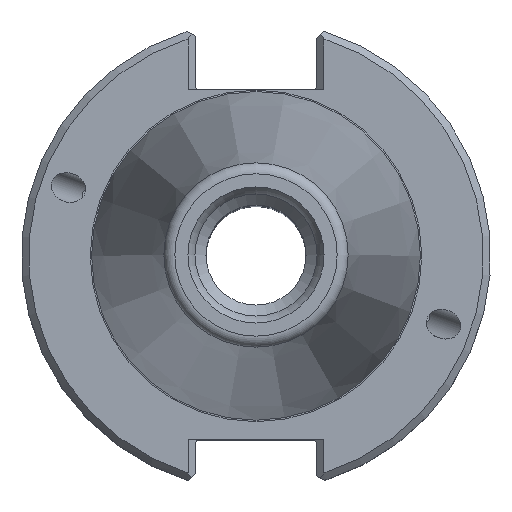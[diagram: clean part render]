
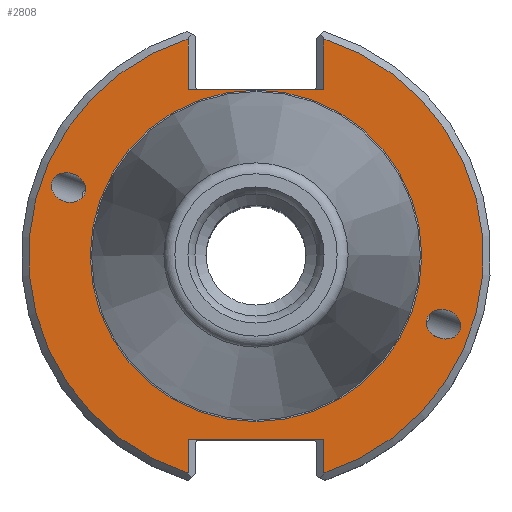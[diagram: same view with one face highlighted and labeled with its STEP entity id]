
A CAD part, top view. The second image highlights one B-rep face of the part: STEP entity #2808.
In plain terms, the highlighted planar face has unit normal (0, 0, 1).
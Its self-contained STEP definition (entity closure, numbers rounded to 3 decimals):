
#24=ELLIPSE('',#2979,2.381,1.95);
#25=ELLIPSE('',#2983,2.381,1.95);
#66=LINE('',#4360,#131);
#69=LINE('',#4371,#134);
#88=LINE('',#4457,#153);
#90=LINE('',#4473,#155);
#91=LINE('',#4475,#156);
#92=LINE('',#4477,#157);
#131=VECTOR('',#3361,1000.);
#134=VECTOR('',#3366,1000.);
#153=VECTOR('',#3417,1000.);
#155=VECTOR('',#3427,1000.);
#156=VECTOR('',#3428,1000.);
#157=VECTOR('',#3429,1000.);
#194=PLANE('',#3001);
#312=CIRCLE('',#2977,22.418);
#313=CIRCLE('',#2986,30.75);
#314=CIRCLE('',#2993,30.75);
#730=ORIENTED_EDGE('',*,*,#1026,.F.);
#731=ORIENTED_EDGE('',*,*,#1031,.T.);
#732=ORIENTED_EDGE('',*,*,#1025,.T.);
#733=ORIENTED_EDGE('',*,*,#1056,.F.);
#734=ORIENTED_EDGE('',*,*,#1021,.T.);
#735=ORIENTED_EDGE('',*,*,#1048,.T.);
#736=ORIENTED_EDGE('',*,*,#1061,.T.);
#737=ORIENTED_EDGE('',*,*,#1062,.F.);
#738=ORIENTED_EDGE('',*,*,#1063,.T.);
#739=ORIENTED_EDGE('',*,*,#1019,.F.);
#740=ORIENTED_EDGE('',*,*,#1018,.F.);
#1018=EDGE_CURVE('',#1237,#1237,#312,.T.);
#1019=EDGE_CURVE('',#1238,#1238,#24,.T.);
#1021=EDGE_CURVE('',#1240,#1239,#66,.T.);
#1025=EDGE_CURVE('',#1241,#1242,#69,.T.);
#1026=EDGE_CURVE('',#1243,#1243,#25,.T.);
#1031=EDGE_CURVE('',#1246,#1241,#313,.T.);
#1048=EDGE_CURVE('',#1239,#1257,#314,.T.);
#1056=EDGE_CURVE('',#1240,#1242,#88,.T.);
#1061=EDGE_CURVE('',#1257,#1264,#90,.T.);
#1062=EDGE_CURVE('',#1265,#1264,#91,.T.);
#1063=EDGE_CURVE('',#1265,#1246,#92,.T.);
#1237=VERTEX_POINT('',#4350);
#1238=VERTEX_POINT('',#4353);
#1239=VERTEX_POINT('',#4359);
#1240=VERTEX_POINT('',#4361);
#1241=VERTEX_POINT('',#4368);
#1242=VERTEX_POINT('',#4370);
#1243=VERTEX_POINT('',#4374);
#1246=VERTEX_POINT('',#4389);
#1257=VERTEX_POINT('',#4435);
#1264=VERTEX_POINT('',#4474);
#1265=VERTEX_POINT('',#4476);
#1518=EDGE_LOOP('',(#730));
#1519=EDGE_LOOP('',(#731,#732,#733,#734,#735,#736,#737,#738));
#1520=EDGE_LOOP('',(#739));
#1521=EDGE_LOOP('',(#740));
#1720=FACE_BOUND('',#1518,.T.);
#1721=FACE_BOUND('',#1519,.T.);
#1722=FACE_BOUND('',#1520,.T.);
#1723=FACE_BOUND('',#1521,.T.);
#2808=ADVANCED_FACE('',(#1720,#1721,#1722,#1723),#194,.T.);
#2977=AXIS2_PLACEMENT_3D('',#4349,#3353,#3354);
#2979=AXIS2_PLACEMENT_3D('',#4352,#3357,#3358);
#2983=AXIS2_PLACEMENT_3D('',#4373,#3369,#3370);
#2986=AXIS2_PLACEMENT_3D('',#4390,#3377,#3378);
#2993=AXIS2_PLACEMENT_3D('',#4436,#3403,#3404);
#3001=AXIS2_PLACEMENT_3D('',#4472,#3425,#3426);
#3353=DIRECTION('',(0.,0.,1.));
#3354=DIRECTION('',(1.,0.,0.));
#3357=DIRECTION('',(0.,0.,1.));
#3358=DIRECTION('',(-0.94,0.342,0.));
#3361=DIRECTION('',(0.,-1.,0.));
#3366=DIRECTION('',(0.,1.,0.));
#3369=DIRECTION('',(0.,0.,1.));
#3370=DIRECTION('',(0.94,-0.342,0.));
#3377=DIRECTION('',(0.,0.,1.));
#3378=DIRECTION('',(1.,0.,0.));
#3403=DIRECTION('',(0.,0.,1.));
#3404=DIRECTION('',(1.,0.,0.));
#3417=DIRECTION('',(-1.,0.,0.));
#3425=DIRECTION('',(0.,0.,1.));
#3426=DIRECTION('',(1.,0.,0.));
#3427=DIRECTION('',(0.,-1.,0.));
#3428=DIRECTION('',(1.,0.,0.));
#3429=DIRECTION('',(0.,1.,0.));
#4349=CARTESIAN_POINT('',(0.,0.,-3.17));
#4350=CARTESIAN_POINT('',(22.418,0.,-3.17));
#4352=CARTESIAN_POINT('',(25.372,-9.235,-3.17));
#4353=CARTESIAN_POINT('',(23.135,-8.42,-3.17));
#4359=CARTESIAN_POINT('',(9.19,-29.345,-3.17));
#4360=CARTESIAN_POINT('',(9.19,-30.831,-3.17));
#4361=CARTESIAN_POINT('',(9.19,-24.87,-3.17));
#4368=CARTESIAN_POINT('',(-9.19,-29.345,-3.17));
#4370=CARTESIAN_POINT('',(-9.19,-24.87,-3.17));
#4371=CARTESIAN_POINT('',(-9.19,-24.87,-3.17));
#4373=CARTESIAN_POINT('',(-25.372,9.235,-3.17));
#4374=CARTESIAN_POINT('',(-23.135,8.42,-3.17));
#4389=CARTESIAN_POINT('',(-9.19,29.345,-3.17));
#4390=CARTESIAN_POINT('',(0.,0.,-3.17));
#4435=CARTESIAN_POINT('',(9.19,29.345,-3.17));
#4436=CARTESIAN_POINT('',(0.,0.,-3.17));
#4457=CARTESIAN_POINT('',(8.19,-24.87,-3.17));
#4472=CARTESIAN_POINT('',(22.418,0.,-3.17));
#4473=CARTESIAN_POINT('',(9.19,22.46,-3.17));
#4474=CARTESIAN_POINT('',(9.19,22.46,-3.17));
#4475=CARTESIAN_POINT('',(-8.19,22.46,-3.17));
#4476=CARTESIAN_POINT('',(-9.19,22.46,-3.17));
#4477=CARTESIAN_POINT('',(-9.19,30.831,-3.17));
